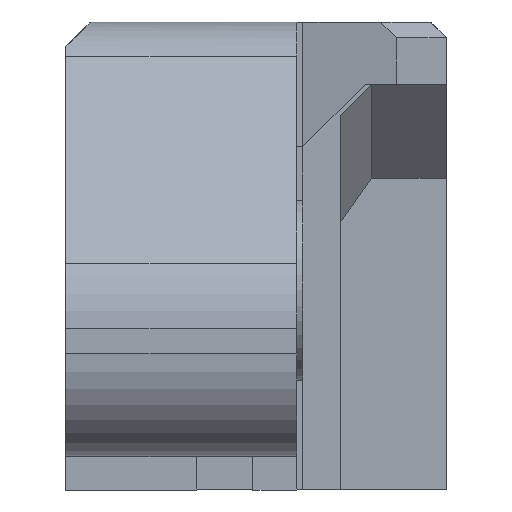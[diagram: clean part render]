
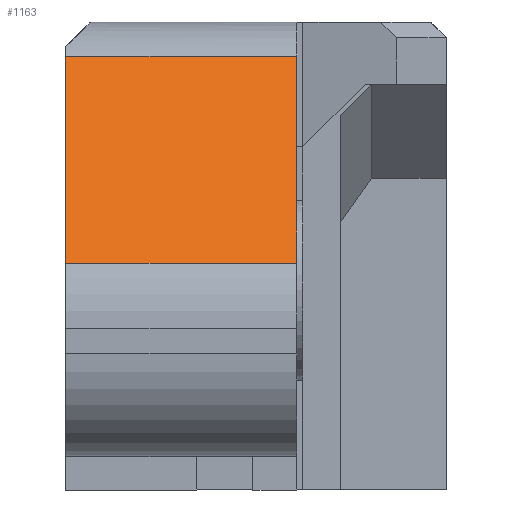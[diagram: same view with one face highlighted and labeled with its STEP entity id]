
A CAD part, left-side view. The second image highlights one B-rep face of the part: STEP entity #1163.
In plain terms, the highlighted planar face has unit normal (-0.773, 0, 0.635).
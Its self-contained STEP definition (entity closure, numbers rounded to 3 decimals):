
#54=PLANE('',#1239);
#106=FACE_OUTER_BOUND('',#170,.T.);
#170=EDGE_LOOP('',(#855,#856,#857,#858));
#252=LINE('',#1686,#395);
#253=LINE('',#1689,#396);
#262=LINE('',#1715,#405);
#263=LINE('',#1716,#406);
#395=VECTOR('',#1355,10.);
#396=VECTOR('',#1358,10.);
#405=VECTOR('',#1377,10.);
#406=VECTOR('',#1378,10.);
#546=VERTEX_POINT('',#1682);
#547=VERTEX_POINT('',#1684);
#548=VERTEX_POINT('',#1688);
#560=VERTEX_POINT('',#1714);
#662=EDGE_CURVE('',#547,#546,#252,.T.);
#663=EDGE_CURVE('',#548,#546,#253,.T.);
#676=EDGE_CURVE('',#547,#560,#262,.T.);
#677=EDGE_CURVE('',#548,#560,#263,.T.);
#855=ORIENTED_EDGE('',*,*,#662,.F.);
#856=ORIENTED_EDGE('',*,*,#676,.T.);
#857=ORIENTED_EDGE('',*,*,#677,.F.);
#858=ORIENTED_EDGE('',*,*,#663,.T.);
#1163=ADVANCED_FACE('',(#106),#54,.T.);
#1239=AXIS2_PLACEMENT_3D('',#1713,#1375,#1376);
#1355=DIRECTION('',(0.,-1.,0.));
#1358=DIRECTION('',(0.635,0.,0.773));
#1375=DIRECTION('center_axis',(-0.773,0.,0.635));
#1376=DIRECTION('ref_axis',(-0.635,0.,-0.773));
#1377=DIRECTION('',(-0.635,0.,-0.773));
#1378=DIRECTION('',(0.,1.,0.));
#1682=CARTESIAN_POINT('',(38.293,98.629,84.143));
#1684=CARTESIAN_POINT('',(38.293,106.029,84.143));
#1686=CARTESIAN_POINT('',(38.293,106.429,84.143));
#1688=CARTESIAN_POINT('',(32.844,98.629,77.51));
#1689=CARTESIAN_POINT('',(37.253,98.629,82.877));
#1713=CARTESIAN_POINT('Origin',(39.194,106.429,85.239));
#1714=CARTESIAN_POINT('',(32.844,106.029,77.51));
#1715=CARTESIAN_POINT('',(41.344,106.029,87.856));
#1716=CARTESIAN_POINT('',(32.844,106.429,77.51));
